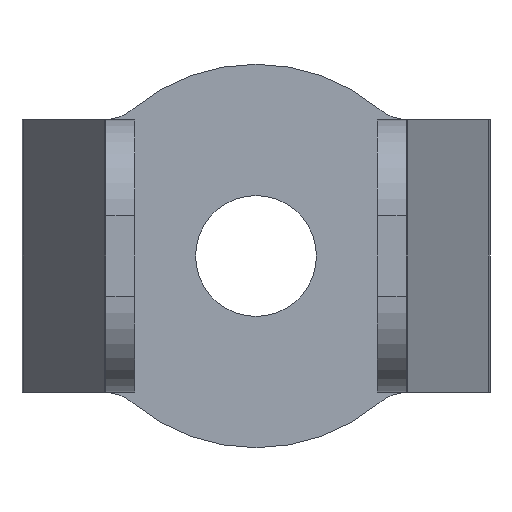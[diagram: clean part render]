
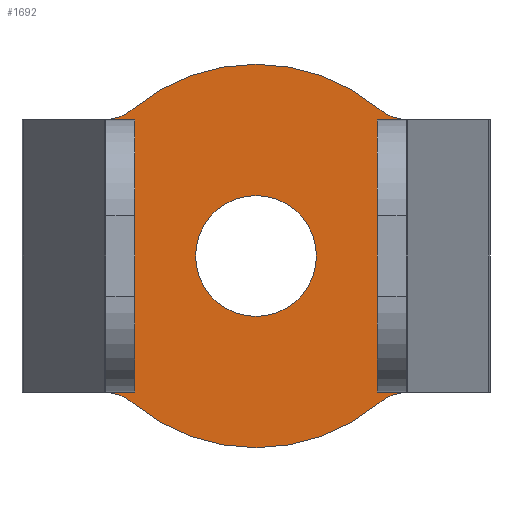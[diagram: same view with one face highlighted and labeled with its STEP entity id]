
A CAD part, front view. The second image highlights one B-rep face of the part: STEP entity #1692.
In plain terms, the highlighted planar face has unit normal (0, -1, 0).
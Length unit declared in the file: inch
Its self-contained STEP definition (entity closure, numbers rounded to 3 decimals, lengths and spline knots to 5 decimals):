
#6 = DIRECTION ( 'NONE',  ( 0., -1., 0. ) ) ;
#7 = CARTESIAN_POINT ( 'NONE',  ( -0.47524, -0.2, 0.355 ) ) ;
#56 = VECTOR ( 'NONE', #1716, 39.37008 ) ;
#62 = EDGE_CURVE ( 'NONE', #1009, #1916, #156, .T. ) ;
#68 = DIRECTION ( 'NONE',  ( 0., 0., 1. ) ) ;
#105 = DIRECTION ( 'NONE',  ( 0., 0., 1. ) ) ;
#113 = EDGE_CURVE ( 'NONE', #1009, #2026, #431, .T. ) ;
#116 = CARTESIAN_POINT ( 'NONE',  ( -0.40028, -0.2, 0.48 ) ) ;
#118 = ORIENTED_EDGE ( 'NONE', *, *, #1932, .T. ) ;
#122 = CARTESIAN_POINT ( 'NONE',  ( -0.32022, -0.2, 0.384 ) ) ;
#126 = VECTOR ( 'NONE', #1905, 39.37008 ) ;
#135 = ORIENTED_EDGE ( 'NONE', *, *, #1447, .T. ) ;
#156 = CIRCLE ( 'NONE', #418, 0.125 ) ;
#162 = CIRCLE ( 'NONE', #1477, 0.125 ) ;
#179 = CARTESIAN_POINT ( 'NONE',  ( 0., -0.2, 0. ) ) ;
#206 = CIRCLE ( 'NONE', #641, 0.15748 ) ;
#219 = DIRECTION ( 'NONE',  ( 0., -1., 0. ) ) ;
#249 = PLANE ( 'NONE',  #1350 ) ;
#279 = DIRECTION ( 'NONE',  ( 0., 0., 1. ) ) ;
#304 = AXIS2_PLACEMENT_3D ( 'NONE', #728, #906, #567 ) ;
#325 = DIRECTION ( 'NONE',  ( 0., 0., 1. ) ) ;
#335 = CARTESIAN_POINT ( 'NONE',  ( 0., -0.2, 0. ) ) ;
#418 = AXIS2_PLACEMENT_3D ( 'NONE', #1114, #2043, #105 ) ;
#421 = CARTESIAN_POINT ( 'NONE',  ( 0.47524, -0.2, 0.355 ) ) ;
#425 = VECTOR ( 'NONE', #747, 39.37008 ) ;
#431 = LINE ( 'NONE', #894, #972 ) ;
#432 = CARTESIAN_POINT ( 'NONE',  ( 0.40028, -0.2, -0.355 ) ) ;
#439 = CARTESIAN_POINT ( 'NONE',  ( 0., -0.2, 0.5 ) ) ;
#448 = DIRECTION ( 'NONE',  ( 0., 1., 0. ) ) ;
#453 = DIRECTION ( 'NONE',  ( 0., 1., 0. ) ) ;
#463 = CARTESIAN_POINT ( 'NONE',  ( 0., -0.2, 0.355 ) ) ;
#466 = EDGE_CURVE ( 'NONE', #1274, #1916, #693, .T. ) ;
#467 = LINE ( 'NONE', #1129, #1953 ) ;
#468 = CARTESIAN_POINT ( 'NONE',  ( 0.47524, -0.2, 0.355 ) ) ;
#499 = EDGE_CURVE ( 'NONE', #1274, #1677, #162, .T. ) ;
#532 = ORIENTED_EDGE ( 'NONE', *, *, #658, .F. ) ;
#538 = EDGE_LOOP ( 'NONE', ( #707, #1306, #721, #135, #1293, #632, #1646, #1510, #118, #1338, #1563, #1628, #722 ) ) ;
#563 = CIRCLE ( 'NONE', #304, 0.5 ) ;
#567 = DIRECTION ( 'NONE',  ( 0., 0., 1. ) ) ;
#578 = VERTEX_POINT ( 'NONE', #439 ) ;
#591 = VERTEX_POINT ( 'NONE', #122 ) ;
#609 = CARTESIAN_POINT ( 'NONE',  ( 0.32022, -0.2, 0.384 ) ) ;
#632 = ORIENTED_EDGE ( 'NONE', *, *, #62, .T. ) ;
#635 = DIRECTION ( 'NONE',  ( 0., 0., 1. ) ) ;
#641 = AXIS2_PLACEMENT_3D ( 'NONE', #689, #219, #68 ) ;
#653 = CARTESIAN_POINT ( 'NONE',  ( 0., -0.2, 0.15748 ) ) ;
#658 = EDGE_CURVE ( 'NONE', #1322, #897, #206, .T. ) ;
#689 = CARTESIAN_POINT ( 'NONE',  ( 0., -0.2, 0. ) ) ;
#693 = CIRCLE ( 'NONE', #902, 0.5 ) ;
#707 = ORIENTED_EDGE ( 'NONE', *, *, #2006, .F. ) ;
#721 = ORIENTED_EDGE ( 'NONE', *, *, #1791, .T. ) ;
#722 = ORIENTED_EDGE ( 'NONE', *, *, #1723, .F. ) ;
#728 = CARTESIAN_POINT ( 'NONE',  ( 0., -0.2, 0. ) ) ;
#747 = DIRECTION ( 'NONE',  ( 0., 0., -1. ) ) ;
#774 = CARTESIAN_POINT ( 'NONE',  ( -0.40028, -0.2, -0.355 ) ) ;
#824 = DIRECTION ( 'NONE',  ( 0., 1., 0. ) ) ;
#827 = DIRECTION ( 'NONE',  ( 0., 1., 0. ) ) ;
#894 = CARTESIAN_POINT ( 'NONE',  ( 0., -0.2, -0.355 ) ) ;
#895 = DIRECTION ( 'NONE',  ( 0., 0., 1. ) ) ;
#897 = VERTEX_POINT ( 'NONE', #653 ) ;
#902 = AXIS2_PLACEMENT_3D ( 'NONE', #179, #824, #1254 ) ;
#906 = DIRECTION ( 'NONE',  ( 0., 1., 0. ) ) ;
#920 = LINE ( 'NONE', #2013, #56 ) ;
#940 = DIRECTION ( 'NONE',  ( 1., 0., 0. ) ) ;
#942 = VERTEX_POINT ( 'NONE', #1753 ) ;
#954 = CARTESIAN_POINT ( 'NONE',  ( -0.40028, -0.2, 0.355 ) ) ;
#972 = VECTOR ( 'NONE', #1383, 39.37008 ) ;
#978 = EDGE_CURVE ( 'NONE', #1665, #942, #1939, .T. ) ;
#984 = CIRCLE ( 'NONE', #1854, 0.125 ) ;
#1005 = VERTEX_POINT ( 'NONE', #7 ) ;
#1009 = VERTEX_POINT ( 'NONE', #774 ) ;
#1013 = CARTESIAN_POINT ( 'NONE',  ( -0.47524, -0.2, -0.355 ) ) ;
#1022 = DIRECTION ( 'NONE',  ( 0., 0., 1. ) ) ;
#1070 = DIRECTION ( 'NONE',  ( 0., 1., 0. ) ) ;
#1100 = CARTESIAN_POINT ( 'NONE',  ( 0., -0.2, -0.15748 ) ) ;
#1114 = CARTESIAN_POINT ( 'NONE',  ( -0.40028, -0.2, -0.48 ) ) ;
#1123 = AXIS2_PLACEMENT_3D ( 'NONE', #116, #453, #325 ) ;
#1129 = CARTESIAN_POINT ( 'NONE',  ( 0., -0.2, -0.355 ) ) ;
#1130 = DIRECTION ( 'NONE',  ( 0., 0., -1. ) ) ;
#1154 = AXIS2_PLACEMENT_3D ( 'NONE', #2058, #6, #635 ) ;
#1165 = EDGE_LOOP ( 'NONE', ( #1741, #532 ) ) ;
#1218 = CIRCLE ( 'NONE', #1123, 0.125 ) ;
#1235 = FACE_BOUND ( 'NONE', #1165, .T. ) ;
#1254 = DIRECTION ( 'NONE',  ( 0., 0., 1. ) ) ;
#1267 = DIRECTION ( 'NONE',  ( 0., 0., 1. ) ) ;
#1270 = LINE ( 'NONE', #463, #126 ) ;
#1274 = VERTEX_POINT ( 'NONE', #1571 ) ;
#1293 = ORIENTED_EDGE ( 'NONE', *, *, #113, .F. ) ;
#1306 = ORIENTED_EDGE ( 'NONE', *, *, #1847, .T. ) ;
#1307 = VERTEX_POINT ( 'NONE', #1747 ) ;
#1322 = VERTEX_POINT ( 'NONE', #1100 ) ;
#1333 = VERTEX_POINT ( 'NONE', #609 ) ;
#1338 = ORIENTED_EDGE ( 'NONE', *, *, #978, .F. ) ;
#1350 = AXIS2_PLACEMENT_3D ( 'NONE', #1523, #1070, #895 ) ;
#1352 = EDGE_CURVE ( 'NONE', #1307, #1665, #1270, .T. ) ;
#1383 = DIRECTION ( 'NONE',  ( -1., 0., 0. ) ) ;
#1446 = CARTESIAN_POINT ( 'NONE',  ( 0.40028, -0.2, -0.48 ) ) ;
#1447 = EDGE_CURVE ( 'NONE', #1005, #2026, #1703, .T. ) ;
#1477 = AXIS2_PLACEMENT_3D ( 'NONE', #1446, #448, #1267 ) ;
#1510 = ORIENTED_EDGE ( 'NONE', *, *, #499, .T. ) ;
#1523 = CARTESIAN_POINT ( 'NONE',  ( 0., -0.2, 0.355 ) ) ;
#1531 = DIRECTION ( 'NONE',  ( 0., 1., 0. ) ) ;
#1536 = CARTESIAN_POINT ( 'NONE',  ( -0.47524, -0.2, 0.355 ) ) ;
#1539 = FACE_OUTER_BOUND ( 'NONE', #538, .T. ) ;
#1550 = CARTESIAN_POINT ( 'NONE',  ( 0.40028, -0.2, 0.48 ) ) ;
#1563 = ORIENTED_EDGE ( 'NONE', *, *, #1352, .F. ) ;
#1571 = CARTESIAN_POINT ( 'NONE',  ( 0.32022, -0.2, -0.384 ) ) ;
#1620 = CIRCLE ( 'NONE', #1889, 0.5 ) ;
#1628 = ORIENTED_EDGE ( 'NONE', *, *, #1749, .T. ) ;
#1646 = ORIENTED_EDGE ( 'NONE', *, *, #466, .F. ) ;
#1665 = VERTEX_POINT ( 'NONE', #421 ) ;
#1677 = VERTEX_POINT ( 'NONE', #432 ) ;
#1692 = ADVANCED_FACE ( 'NONE', ( #1235, #1539 ), #249, .F. ) ;
#1700 = VECTOR ( 'NONE', #1130, 39.37008 ) ;
#1703 = LINE ( 'NONE', #1536, #425 ) ;
#1716 = DIRECTION ( 'NONE',  ( -1., 0., 0. ) ) ;
#1723 = EDGE_CURVE ( 'NONE', #578, #1333, #563, .T. ) ;
#1741 = ORIENTED_EDGE ( 'NONE', *, *, #1851, .F. ) ;
#1747 = CARTESIAN_POINT ( 'NONE',  ( 0.40028, -0.2, 0.355 ) ) ;
#1749 = EDGE_CURVE ( 'NONE', #1307, #1333, #984, .T. ) ;
#1753 = CARTESIAN_POINT ( 'NONE',  ( 0.47524, -0.2, -0.355 ) ) ;
#1791 = EDGE_CURVE ( 'NONE', #1849, #1005, #920, .T. ) ;
#1847 = EDGE_CURVE ( 'NONE', #591, #1849, #1218, .T. ) ;
#1849 = VERTEX_POINT ( 'NONE', #954 ) ;
#1851 = EDGE_CURVE ( 'NONE', #897, #1322, #2056, .T. ) ;
#1854 = AXIS2_PLACEMENT_3D ( 'NONE', #1550, #1531, #279 ) ;
#1889 = AXIS2_PLACEMENT_3D ( 'NONE', #335, #827, #1022 ) ;
#1905 = DIRECTION ( 'NONE',  ( 1., 0., 0. ) ) ;
#1916 = VERTEX_POINT ( 'NONE', #2077 ) ;
#1932 = EDGE_CURVE ( 'NONE', #1677, #942, #467, .T. ) ;
#1939 = LINE ( 'NONE', #468, #1700 ) ;
#1953 = VECTOR ( 'NONE', #940, 39.37008 ) ;
#2006 = EDGE_CURVE ( 'NONE', #591, #578, #1620, .T. ) ;
#2013 = CARTESIAN_POINT ( 'NONE',  ( 0., -0.2, 0.355 ) ) ;
#2026 = VERTEX_POINT ( 'NONE', #1013 ) ;
#2043 = DIRECTION ( 'NONE',  ( 0., 1., 0. ) ) ;
#2056 = CIRCLE ( 'NONE', #1154, 0.15748 ) ;
#2058 = CARTESIAN_POINT ( 'NONE',  ( 0., -0.2, 0. ) ) ;
#2077 = CARTESIAN_POINT ( 'NONE',  ( -0.32022, -0.2, -0.384 ) ) ;
